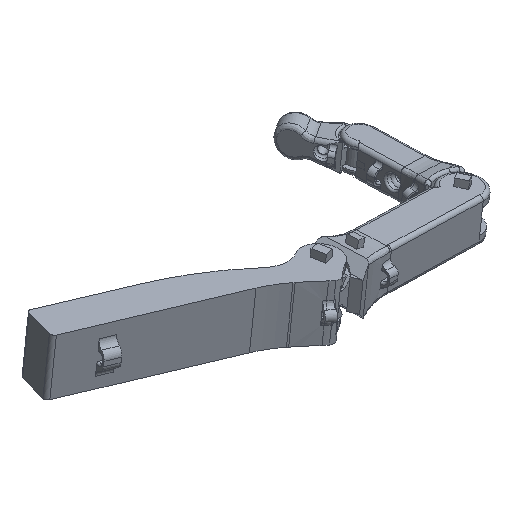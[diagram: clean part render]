
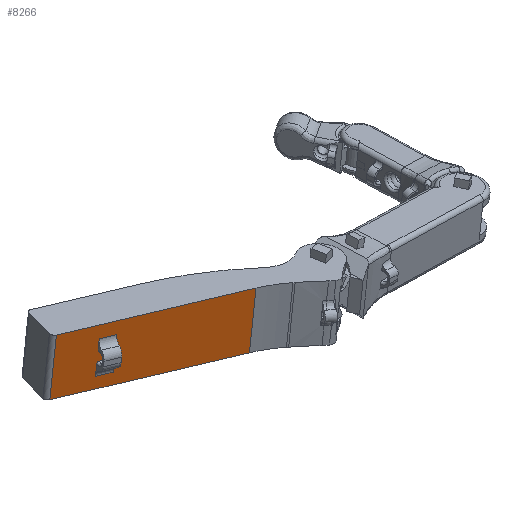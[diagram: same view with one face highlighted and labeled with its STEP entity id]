
A CAD part, isometric view. The second image highlights one B-rep face of the part: STEP entity #8266.
In plain terms, the highlighted face is planar.
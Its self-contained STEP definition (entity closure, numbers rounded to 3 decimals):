
#155=B_SPLINE_CURVE_WITH_KNOTS('',3,(#15752,#15753,#15754,#15755,#15756,
#15757,#15758,#15759,#15760,#15761,#15762,#15763),.UNSPECIFIED.,.F.,.F.,
(4,2,2,2,2,4),(0.,0.021,0.043,0.062,
0.072,0.081),.UNSPECIFIED.);
#156=B_SPLINE_CURVE_WITH_KNOTS('',3,(#15767,#15768,#15769,#15770,#15771,
#15772,#15773,#15774,#15775,#15776,#15777,#15778),.UNSPECIFIED.,.F.,.F.,
(4,2,2,2,2,4),(0.,0.018,0.037,0.057,
0.069,0.081),.UNSPECIFIED.);
#157=B_SPLINE_CURVE_WITH_KNOTS('',3,(#15797,#15798,#15799,#15800,#15801,
#15802,#15803,#15804,#15805,#15806,#15807,#15808),.UNSPECIFIED.,.F.,.F.,
(4,2,2,2,2,4),(0.,0.018,0.037,0.057,
0.069,0.081),.UNSPECIFIED.);
#158=B_SPLINE_CURVE_WITH_KNOTS('',3,(#15812,#15813,#15814,#15815,#15816,
#15817,#15818,#15819,#15820,#15821,#15822,#15823),.UNSPECIFIED.,.F.,.F.,
(4,2,2,2,2,4),(0.,0.021,0.043,0.062,
0.072,0.081),.UNSPECIFIED.);
#284=FACE_BOUND('',#1531,.T.);
#285=FACE_BOUND('',#1532,.T.);
#598=PLANE('',#9185);
#1035=FACE_OUTER_BOUND('',#1530,.T.);
#1530=EDGE_LOOP('',(#7583,#7584,#7585,#7586));
#1531=EDGE_LOOP('',(#7587,#7588,#7589,#7590,#7591,#7592));
#1532=EDGE_LOOP('',(#7593,#7594,#7595,#7596,#7597,#7598));
#1980=LINE('',#15179,#2576);
#1991=LINE('',#15235,#2587);
#2093=LINE('',#15782,#2689);
#2095=LINE('',#15793,#2691);
#2096=LINE('',#15826,#2692);
#2097=LINE('',#15827,#2693);
#2133=LINE('',#16352,#2729);
#2135=LINE('',#16360,#2731);
#2138=LINE('',#16365,#2734);
#2139=LINE('',#16367,#2735);
#2140=LINE('',#16370,#2736);
#2141=LINE('',#16371,#2737);
#2576=VECTOR('',#11009,10.);
#2587=VECTOR('',#11052,10.);
#2689=VECTOR('',#11360,10.);
#2691=VECTOR('',#11370,10.);
#2692=VECTOR('',#11379,10.);
#2693=VECTOR('',#11380,10.);
#2729=VECTOR('',#11572,10.);
#2731=VECTOR('',#11580,10.);
#2734=VECTOR('',#11587,2.);
#2735=VECTOR('',#11590,10.);
#2736=VECTOR('',#11595,10.);
#2737=VECTOR('',#11596,10.);
#3734=VERTEX_POINT('',#15177);
#3735=VERTEX_POINT('',#15178);
#3759=VERTEX_POINT('',#15232);
#3760=VERTEX_POINT('',#15234);
#3892=VERTEX_POINT('',#15750);
#3893=VERTEX_POINT('',#15751);
#3894=VERTEX_POINT('',#15764);
#3895=VERTEX_POINT('',#15766);
#3896=VERTEX_POINT('',#15781);
#3901=VERTEX_POINT('',#15791);
#3902=VERTEX_POINT('',#15795);
#3903=VERTEX_POINT('',#15796);
#3904=VERTEX_POINT('',#15809);
#3905=VERTEX_POINT('',#15811);
#3958=VERTEX_POINT('',#16351);
#3961=VERTEX_POINT('',#16358);
#4850=EDGE_CURVE('',#3734,#3735,#1980,.T.);
#4876=EDGE_CURVE('',#3759,#3760,#1991,.T.);
#5054=EDGE_CURVE('',#3892,#3893,#155,.F.);
#5056=EDGE_CURVE('',#3894,#3895,#156,.F.);
#5058=EDGE_CURVE('',#3893,#3896,#2093,.T.);
#5064=EDGE_CURVE('',#3894,#3901,#2095,.T.);
#5065=EDGE_CURVE('',#3902,#3903,#157,.F.);
#5067=EDGE_CURVE('',#3904,#3905,#158,.F.);
#5069=EDGE_CURVE('',#3895,#3904,#2096,.T.);
#5070=EDGE_CURVE('',#3903,#3892,#2097,.T.);
#5173=EDGE_CURVE('',#3905,#3958,#2133,.T.);
#5178=EDGE_CURVE('',#3902,#3961,#2135,.T.);
#5181=EDGE_CURVE('',#3896,#3961,#2138,.T.);
#5182=EDGE_CURVE('',#3958,#3901,#2139,.T.);
#5183=EDGE_CURVE('',#3735,#3759,#2140,.T.);
#5184=EDGE_CURVE('',#3760,#3734,#2141,.T.);
#7583=ORIENTED_EDGE('',*,*,#4876,.F.);
#7584=ORIENTED_EDGE('',*,*,#5183,.F.);
#7585=ORIENTED_EDGE('',*,*,#4850,.F.);
#7586=ORIENTED_EDGE('',*,*,#5184,.F.);
#7587=ORIENTED_EDGE('',*,*,#5064,.T.);
#7588=ORIENTED_EDGE('',*,*,#5182,.F.);
#7589=ORIENTED_EDGE('',*,*,#5173,.F.);
#7590=ORIENTED_EDGE('',*,*,#5067,.F.);
#7591=ORIENTED_EDGE('',*,*,#5069,.F.);
#7592=ORIENTED_EDGE('',*,*,#5056,.F.);
#7593=ORIENTED_EDGE('',*,*,#5178,.T.);
#7594=ORIENTED_EDGE('',*,*,#5181,.F.);
#7595=ORIENTED_EDGE('',*,*,#5058,.F.);
#7596=ORIENTED_EDGE('',*,*,#5054,.F.);
#7597=ORIENTED_EDGE('',*,*,#5070,.F.);
#7598=ORIENTED_EDGE('',*,*,#5065,.F.);
#8266=ADVANCED_FACE('',(#1035,#284,#285),#598,.T.);
#9185=AXIS2_PLACEMENT_3D('',#16369,#11593,#11594);
#11009=DIRECTION('',(-0.94,0.327,0.098));
#11052=DIRECTION('',(0.94,-0.327,-0.098));
#11360=DIRECTION('',(0.095,-0.025,0.995));
#11370=DIRECTION('',(-0.095,0.025,-0.995));
#11379=DIRECTION('',(-0.94,0.327,0.098));
#11380=DIRECTION('',(0.94,-0.327,-0.098));
#11572=DIRECTION('',(-0.095,0.025,-0.995));
#11580=DIRECTION('',(0.095,-0.025,0.995));
#11587=DIRECTION('',(-0.94,0.327,0.098));
#11590=DIRECTION('',(0.94,-0.327,-0.098));
#11593=DIRECTION('center_axis',(-0.328,-0.945,0.008));
#11594=DIRECTION('ref_axis',(-0.94,0.327,0.098));
#11595=DIRECTION('',(0.095,-0.025,0.995));
#11596=DIRECTION('',(-0.095,0.025,-0.995));
#15177=CARTESIAN_POINT('',(-66.665,-5.953,-16.596));
#15178=CARTESIAN_POINT('',(-109.005,8.785,-12.176));
#15179=CARTESIAN_POINT('',(-69.712,-4.892,-16.278));
#15232=CARTESIAN_POINT('',(-107.575,8.417,2.751));
#15234=CARTESIAN_POINT('',(-65.235,-6.321,-1.668));
#15235=CARTESIAN_POINT('',(-68.282,-5.26,-1.35));
#15750=CARTESIAN_POINT('',(-95.497,4.158,-4.951));
#15751=CARTESIAN_POINT('',(-94.977,3.981,-4.469));
#15752=CARTESIAN_POINT('Ctrl Pts',(-94.977,3.981,-4.469));
#15753=CARTESIAN_POINT('Ctrl Pts',(-94.983,3.983,-4.54));
#15754=CARTESIAN_POINT('Ctrl Pts',(-95.003,3.989,-4.61));
#15755=CARTESIAN_POINT('Ctrl Pts',(-95.067,4.01,-4.736));
#15756=CARTESIAN_POINT('Ctrl Pts',(-95.11,4.025,-4.793));
#15757=CARTESIAN_POINT('Ctrl Pts',(-95.209,4.058,-4.88));
#15758=CARTESIAN_POINT('Ctrl Pts',(-95.263,4.077,-4.912));
#15759=CARTESIAN_POINT('Ctrl Pts',(-95.35,4.106,-4.941));
#15760=CARTESIAN_POINT('Ctrl Pts',(-95.379,4.117,-4.948));
#15761=CARTESIAN_POINT('Ctrl Pts',(-95.438,4.137,-4.954));
#15762=CARTESIAN_POINT('Ctrl Pts',(-95.468,4.147,-4.955));
#15763=CARTESIAN_POINT('Ctrl Pts',(-95.497,4.158,-4.951));
#15764=CARTESIAN_POINT('',(-95.286,4.061,-7.703));
#15766=CARTESIAN_POINT('',(-95.705,4.211,-7.123));
#15767=CARTESIAN_POINT('Ctrl Pts',(-95.705,4.211,-7.123));
#15768=CARTESIAN_POINT('Ctrl Pts',(-95.649,4.192,-7.128));
#15769=CARTESIAN_POINT('Ctrl Pts',(-95.595,4.173,-7.146));
#15770=CARTESIAN_POINT('Ctrl Pts',(-95.493,4.137,-7.203));
#15771=CARTESIAN_POINT('Ctrl Pts',(-95.447,4.12,-7.243));
#15772=CARTESIAN_POINT('Ctrl Pts',(-95.366,4.091,-7.342));
#15773=CARTESIAN_POINT('Ctrl Pts',(-95.333,4.08,-7.403));
#15774=CARTESIAN_POINT('Ctrl Pts',(-95.3,4.067,-7.506));
#15775=CARTESIAN_POINT('Ctrl Pts',(-95.291,4.064,-7.545));
#15776=CARTESIAN_POINT('Ctrl Pts',(-95.283,4.06,-7.624));
#15777=CARTESIAN_POINT('Ctrl Pts',(-95.283,4.06,-7.663));
#15778=CARTESIAN_POINT('Ctrl Pts',(-95.286,4.061,-7.703));
#15781=CARTESIAN_POINT('',(-94.73,3.918,-1.898));
#15782=CARTESIAN_POINT('',(-94.845,3.947,-3.101));
#15791=CARTESIAN_POINT('',(-95.56,4.131,-10.564));
#15793=CARTESIAN_POINT('',(-94.845,3.947,-3.101));
#15795=CARTESIAN_POINT('',(-98.736,5.29,-4.077));
#15796=CARTESIAN_POINT('',(-98.317,5.139,-4.657));
#15797=CARTESIAN_POINT('Ctrl Pts',(-98.317,5.139,-4.657));
#15798=CARTESIAN_POINT('Ctrl Pts',(-98.373,5.159,-4.651));
#15799=CARTESIAN_POINT('Ctrl Pts',(-98.427,5.178,-4.634));
#15800=CARTESIAN_POINT('Ctrl Pts',(-98.529,5.214,-4.577));
#15801=CARTESIAN_POINT('Ctrl Pts',(-98.576,5.23,-4.537));
#15802=CARTESIAN_POINT('Ctrl Pts',(-98.657,5.259,-4.438));
#15803=CARTESIAN_POINT('Ctrl Pts',(-98.689,5.271,-4.377));
#15804=CARTESIAN_POINT('Ctrl Pts',(-98.723,5.283,-4.274));
#15805=CARTESIAN_POINT('Ctrl Pts',(-98.731,5.286,-4.235));
#15806=CARTESIAN_POINT('Ctrl Pts',(-98.74,5.29,-4.156));
#15807=CARTESIAN_POINT('Ctrl Pts',(-98.74,5.291,-4.116));
#15808=CARTESIAN_POINT('Ctrl Pts',(-98.736,5.29,-4.077));
#15809=CARTESIAN_POINT('',(-98.525,5.193,-6.828));
#15811=CARTESIAN_POINT('',(-99.046,5.369,-7.311));
#15812=CARTESIAN_POINT('Ctrl Pts',(-99.046,5.369,-7.311));
#15813=CARTESIAN_POINT('Ctrl Pts',(-99.039,5.368,-7.239));
#15814=CARTESIAN_POINT('Ctrl Pts',(-99.019,5.361,-7.17));
#15815=CARTESIAN_POINT('Ctrl Pts',(-98.956,5.34,-7.043));
#15816=CARTESIAN_POINT('Ctrl Pts',(-98.912,5.326,-6.987));
#15817=CARTESIAN_POINT('Ctrl Pts',(-98.813,5.292,-6.9));
#15818=CARTESIAN_POINT('Ctrl Pts',(-98.759,5.274,-6.868));
#15819=CARTESIAN_POINT('Ctrl Pts',(-98.673,5.244,-6.839));
#15820=CARTESIAN_POINT('Ctrl Pts',(-98.643,5.234,-6.832));
#15821=CARTESIAN_POINT('Ctrl Pts',(-98.584,5.213,-6.825));
#15822=CARTESIAN_POINT('Ctrl Pts',(-98.555,5.203,-6.825));
#15823=CARTESIAN_POINT('Ctrl Pts',(-98.525,5.193,-6.828));
#15826=CARTESIAN_POINT('',(-77.091,-2.268,-9.066));
#15827=CARTESIAN_POINT('',(-76.883,-2.322,-6.894));
#16351=CARTESIAN_POINT('',(-99.32,5.44,-10.172));
#16352=CARTESIAN_POINT('',(-98.367,5.195,-0.22));
#16358=CARTESIAN_POINT('',(-98.49,5.226,-1.506));
#16360=CARTESIAN_POINT('',(-98.367,5.195,-0.22));
#16365=CARTESIAN_POINT('',(-95.67,4.245,-1.8));
#16367=CARTESIAN_POINT('',(-80.994,-0.939,-12.085));
#16369=CARTESIAN_POINT('Origin',(-61.428,-7.638,-1.061));
#16370=CARTESIAN_POINT('',(-107.479,8.393,3.746));
#16371=CARTESIAN_POINT('',(-65.14,-6.346,-0.673));
